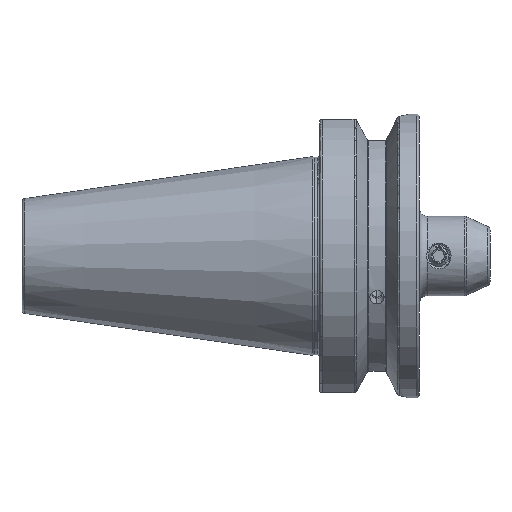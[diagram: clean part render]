
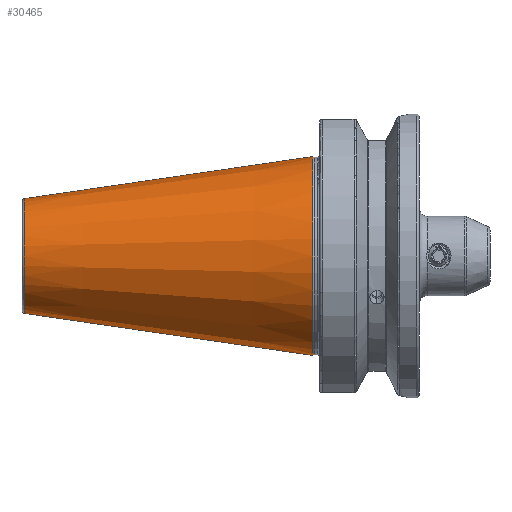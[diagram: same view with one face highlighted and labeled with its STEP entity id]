
A CAD part, front view. The second image highlights one B-rep face of the part: STEP entity #30465.
In plain terms, the highlighted conical face has half-angle 8.297 degrees and reference radius 34.998 mm.
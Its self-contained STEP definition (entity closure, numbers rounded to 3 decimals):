
#802 = VERTEX_POINT ( 'NONE', #1785 ) ;
#860 = VERTEX_POINT ( 'NONE', #1845 ) ;
#1785 = CARTESIAN_POINT ( 'NONE',  ( -103.944, 0., 20.204 ) ) ;
#1845 = CARTESIAN_POINT ( 'NONE',  ( -103.944, 0., -20.204 ) ) ;
#2004 = CARTESIAN_POINT ( 'NONE',  ( -2.5, 0., -34.998 ) ) ;
#2037 = CARTESIAN_POINT ( 'NONE',  ( -2.5, 0., 34.998 ) ) ;
#7532 = CARTESIAN_POINT ( 'NONE',  ( -2.5, 0., 34.998 ) ) ;
#7546 = DIRECTION ( 'NONE',  ( 0.99, 0., 0.144 ) ) ;
#7560 = CARTESIAN_POINT ( 'NONE',  ( -2.5, 0., -34.998 ) ) ;
#7561 = DIRECTION ( 'NONE',  ( 0.99, 0., -0.144 ) ) ;
#9864 = DIRECTION ( 'NONE',  ( 0., 0., -1. ) ) ;
#9875 = CARTESIAN_POINT ( 'NONE',  ( -2.5, 0., 0. ) ) ;
#9881 = DIRECTION ( 'NONE',  ( 1., 0., 0. ) ) ;
#10313 = ORIENTED_EDGE ( 'NONE', *, *, #22251, .F. ) ;
#10333 = ORIENTED_EDGE ( 'NONE', *, *, #23478, .F. ) ;
#10335 = ORIENTED_EDGE ( 'NONE', *, *, #22257, .T. ) ;
#10395 = ORIENTED_EDGE ( 'NONE', *, *, #23499, .T. ) ;
#17807 = VERTEX_POINT ( 'NONE', #2004 ) ;
#17827 = VERTEX_POINT ( 'NONE', #2037 ) ;
#21876 = CIRCLE ( 'NONE', #31796, 34.998 ) ;
#21889 = CIRCLE ( 'NONE', #31794, 20.204 ) ;
#22112 = CONICAL_SURFACE ( 'NONE', #31825, 34.998, 0.145 ) ;
#22119 = FACE_OUTER_BOUND ( 'NONE', #31496, .T. ) ;
#22251 = EDGE_CURVE ( 'NONE', #802, #17827, #25984, .T. ) ;
#22257 = EDGE_CURVE ( 'NONE', #860, #17807, #26028, .T. ) ;
#23478 = EDGE_CURVE ( 'NONE', #17827, #17807, #21876, .T. ) ;
#23499 = EDGE_CURVE ( 'NONE', #802, #860, #21889, .T. ) ;
#25982 = VECTOR ( 'NONE', #7561, 1000. ) ;
#25984 = LINE ( 'NONE', #7532, #26033 ) ;
#26028 = LINE ( 'NONE', #7560, #25982 ) ;
#26033 = VECTOR ( 'NONE', #7546, 1000. ) ;
#27229 = CARTESIAN_POINT ( 'NONE',  ( -2.5, 0., 0. ) ) ;
#27230 = DIRECTION ( 'NONE',  ( 0., 0., -1. ) ) ;
#27232 = DIRECTION ( 'NONE',  ( 1., 0., 0. ) ) ;
#27425 = DIRECTION ( 'NONE',  ( 0., 0., -1. ) ) ;
#27430 = DIRECTION ( 'NONE',  ( 1., 0., 0. ) ) ;
#27436 = CARTESIAN_POINT ( 'NONE',  ( -103.944, 0., 0. ) ) ;
#30465 = ADVANCED_FACE ( 'NONE', ( #22119 ), #22112, .T. ) ;
#31496 = EDGE_LOOP ( 'NONE', ( #10313, #10395, #10335, #10333 ) ) ;
#31794 = AXIS2_PLACEMENT_3D ( 'NONE', #27436, #27430, #27425 ) ;
#31796 = AXIS2_PLACEMENT_3D ( 'NONE', #27229, #27232, #27230 ) ;
#31825 = AXIS2_PLACEMENT_3D ( 'NONE', #9875, #9881, #9864 ) ;
